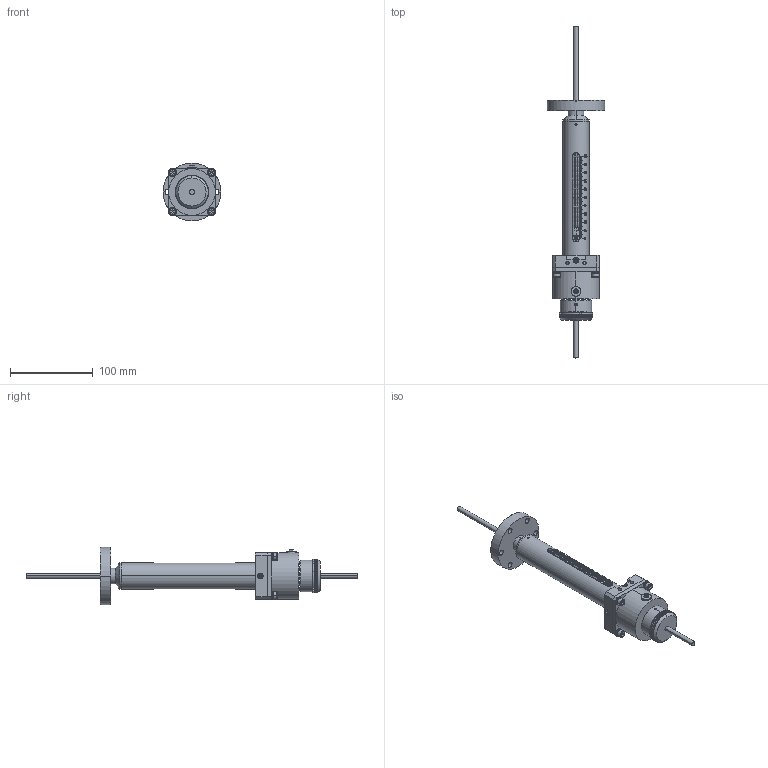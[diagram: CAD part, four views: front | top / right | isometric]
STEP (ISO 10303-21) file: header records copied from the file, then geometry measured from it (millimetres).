
FILE_DESCRIPTION (( 'STEP AP214' ), '1' );
FILE_NAME ('612-CLD100-SM-C40.STEP', '2015-08-20T05:54:29', ( 'allectra' ), ( 'Microsoft' ), 'SwSTEP 2.0', 'SolidWorks 2014', '' );
FILE_SCHEMA (( 'AUTOMOTIVE_DESIGN' ));
Length unit declared in the file: millimetre
Products named in the file (24): 9612-LD-CFB_DN40 CF; 9612-CLD-17; 9612-CLD-SM-11A; Washer DIN 125 - A 5.3_Washer DIN 125 - A 5.3; 906-XFM-X-X_906-XFM-06-10; 9612-CLD-09C-X_100mm CF; Spring washer DIN 128 - A5_Spring washer DIN 128 - A5; 9612-CLD-21-W-X_Expand-Varia100; DIN 914 - M4 x 12-N_DIN 914 - M4 x 12-N; 9612-CLD-8B; DIN 912 M5 x 20 --- 20N_DIN 912 M5 x 20 --- 20N; 9453-EWB-14-26-X_9453-EWB-14-26-100; 9453-EWB-14-26_expand.; DIN 6797-J3.2_DIN 6797-J3.2; 9612-LD-3B; DIN 912 M3 x 12 --- 12N_DIN 912 M3 x 12 --- 12N; 612-CLD100-SM-C40; Hexagon Nut ISO 4032 - M6 - D - N_Hexagon Nut ISO 4032 - M6 - D - N; DIN 912 M2.5 x 8 --- 8N_DIN 912 M2.5 x 8 --- 8N; 9612-CLD-SM-19A_Bearbeitet; 9612-LD-MOTOR56; 9612-CLD-SM-13-X_Version 100 mm; 9612-CLD-SM-14D; 9612-CLD-SM-15-X_9612-CLD-SM-20A-100
Assembly tree (199 placements, depth 4):
  612-CLD100-SM-C40
    9612-CLD-21-W-X_Expand-Varia100
      9612-LD-3B
      9453-EWB-14-26-X_9453-EWB-14-26-100
        9453-EWB-14-26_expand.  x160
      9612-CLD-8B
    9612-CLD-09C-X_100mm CF
    906-XFM-X-X_906-XFM-06-10
    9612-CLD-SM-11A
    9612-CLD-17  x2
    9612-LD-CFB_DN40 CF
    9612-CLD-SM-15-X_9612-CLD-SM-20A-100
    9612-CLD-SM-14D
    9612-CLD-SM-13-X_Version 100 mm
    9612-LD-MOTOR56
    9612-CLD-SM-19A_Bearbeitet
    DIN 912 M2.5 x 8 --- 8N_DIN 912 M2.5 x 8 --- 8N  x2
    Hexagon Nut ISO 4032 - M6 - D - N_Hexagon Nut ISO 4032 - M6 - D - N
    DIN 912 M3 x 12 --- 12N_DIN 912 M3 x 12 --- 12N  x4
    DIN 6797-J3.2_DIN 6797-J3.2  x4
    DIN 912 M5 x 20 --- 20N_DIN 912 M5 x 20 --- 20N  x4
    DIN 914 - M4 x 12-N_DIN 914 - M4 x 12-N
    Spring washer DIN 128 - A5_Spring washer DIN 128 - A5  x4
    Washer DIN 125 - A 5.3_Washer DIN 125 - A 5.3  x4
Bounding box: 69.9 x 402.2 x 69.9 mm (x, y, z)
Volume: 267595.6 mm3; surface area: 226286.7 mm2
Topology: 205 solids, 205 shells, 4581 faces, 10467 edges, 6257 vertices
Faces by surface type: plane 1984, cylinder 1406, cone 736, bspline 395, torus 60
Entity records: 154866 total; most frequent: CARTESIAN_POINT 85202, ORIENTED_EDGE 14228, DIRECTION 13364, EDGE_CURVE 7114, AXIS2_PLACEMENT_3D 4794, VERTEX_POINT 4492, LINE 3776, VECTOR 3776
